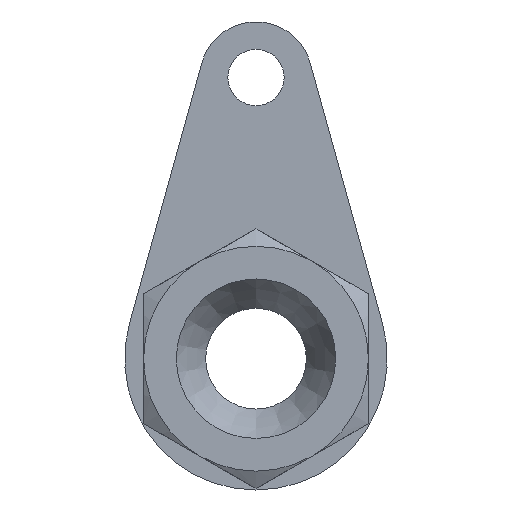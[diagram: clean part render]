
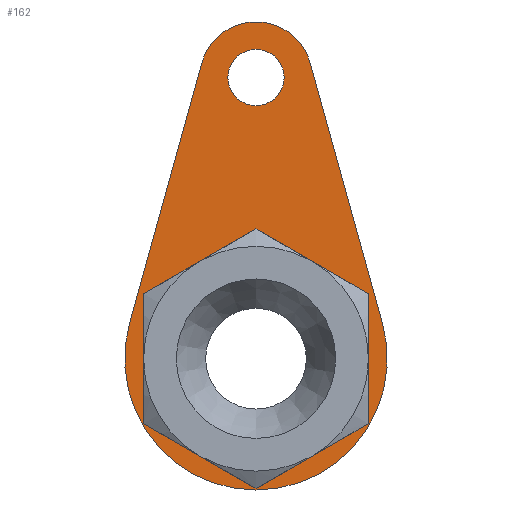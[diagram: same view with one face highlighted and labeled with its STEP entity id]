
A CAD part, left-side view. The second image highlights one B-rep face of the part: STEP entity #162.
In plain terms, the highlighted planar face has unit normal (-1, 0, 0).
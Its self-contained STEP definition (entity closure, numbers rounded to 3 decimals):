
#162 = ADVANCED_FACE( '', ( #344, #345, #346 ), #347, .F. );
#344 = FACE_BOUND( '', #1905, .T. );
#345 = FACE_OUTER_BOUND( '', #1906, .T. );
#346 = FACE_BOUND( '', #1907, .T. );
#347 = PLANE( '', #1908 );
#1905 = EDGE_LOOP( '', ( #2297 ) );
#1906 = EDGE_LOOP( '', ( #2298, #2299, #2300, #2301 ) );
#1907 = EDGE_LOOP( '', ( #2302 ) );
#1908 = AXIS2_PLACEMENT_3D( '', #2303, #2304, #2305 );
#2297 = ORIENTED_EDGE( '', *, *, #2483, .F. );
#2298 = ORIENTED_EDGE( '', *, *, #2456, .F. );
#2299 = ORIENTED_EDGE( '', *, *, #2571, .F. );
#2300 = ORIENTED_EDGE( '', *, *, #2535, .F. );
#2301 = ORIENTED_EDGE( '', *, *, #2572, .F. );
#2302 = ORIENTED_EDGE( '', *, *, #2573, .F. );
#2303 = CARTESIAN_POINT( '', ( 7.62, 0., 11.887 ) );
#2304 = DIRECTION( '', ( 1., 0., 0. ) );
#2305 = DIRECTION( '', ( 0., 1., 0. ) );
#2456 = EDGE_CURVE( '', #2663, #2665, #2666, .T. );
#2483 = EDGE_CURVE( '', #2709, #2709, #2710, .T. );
#2535 = EDGE_CURVE( '', #2780, #2782, #2783, .T. );
#2571 = EDGE_CURVE( '', #2782, #2663, #2826, .T. );
#2572 = EDGE_CURVE( '', #2665, #2780, #2827, .T. );
#2573 = EDGE_CURVE( '', #2828, #2828, #2829, .T. );
#2663 = VERTEX_POINT( '', #3484 );
#2665 = VERTEX_POINT( '', #3487 );
#2666 = CIRCLE( '', #3488, 2.388 );
#2709 = VERTEX_POINT( '', #3605 );
#2710 = CIRCLE( '', #3606, 1.194 );
#2780 = VERTEX_POINT( '', #4013 );
#2782 = VERTEX_POINT( '', #4016 );
#2783 = CIRCLE( '', #4017, 5.563 );
#2826 = LINE( '', #4125, #4126 );
#2827 = LINE( '', #4127, #4128 );
#2828 = VERTEX_POINT( '', #4129 );
#2829 = CIRCLE( '', #4130, 3.315 );
#3484 = CARTESIAN_POINT( '', ( 7.62, 2.301, 12.525 ) );
#3487 = CARTESIAN_POINT( '', ( 7.62, -2.301, 12.525 ) );
#3488 = AXIS2_PLACEMENT_3D( '', #4195, #4196, #4197 );
#3605 = CARTESIAN_POINT( '', ( 7.62, 1.194, 11.913 ) );
#3606 = AXIS2_PLACEMENT_3D( '', #4222, #4223, #4224 );
#4013 = CARTESIAN_POINT( '', ( 7.62, -5.361, 1.486 ) );
#4016 = CARTESIAN_POINT( '', ( 7.62, 5.361, 1.486 ) );
#4017 = AXIS2_PLACEMENT_3D( '', #4278, #4279, #4280 );
#4125 = CARTESIAN_POINT( '', ( 7.62, 2.301, 12.525 ) );
#4126 = VECTOR( '', #4299, 1000. );
#4127 = CARTESIAN_POINT( '', ( 7.62, -2.301, 12.525 ) );
#4128 = VECTOR( '', #4300, 1000. );
#4129 = CARTESIAN_POINT( '', ( 7.62, 3.315, 0. ) );
#4130 = AXIS2_PLACEMENT_3D( '', #4301, #4302, #4303 );
#4195 = CARTESIAN_POINT( '', ( 7.62, 0., 11.887 ) );
#4196 = DIRECTION( '', ( 1., 0., 0. ) );
#4197 = DIRECTION( '', ( 0., 1., 0. ) );
#4222 = CARTESIAN_POINT( '', ( 7.62, 0., 11.913 ) );
#4223 = DIRECTION( '', ( -1., 0., 0. ) );
#4224 = DIRECTION( '', ( 0., 1., 0. ) );
#4278 = CARTESIAN_POINT( '', ( 7.62, 0., 0. ) );
#4279 = DIRECTION( '', ( 1., 0., 0. ) );
#4280 = DIRECTION( '', ( 0., 0., 1. ) );
#4299 = DIRECTION( '', ( 0., -0.267, 0.964 ) );
#4300 = DIRECTION( '', ( 0., -0.267, -0.964 ) );
#4301 = CARTESIAN_POINT( '', ( 7.62, 0., 0. ) );
#4302 = DIRECTION( '', ( -1., 0., 0. ) );
#4303 = DIRECTION( '', ( 0., 1., 0. ) );
